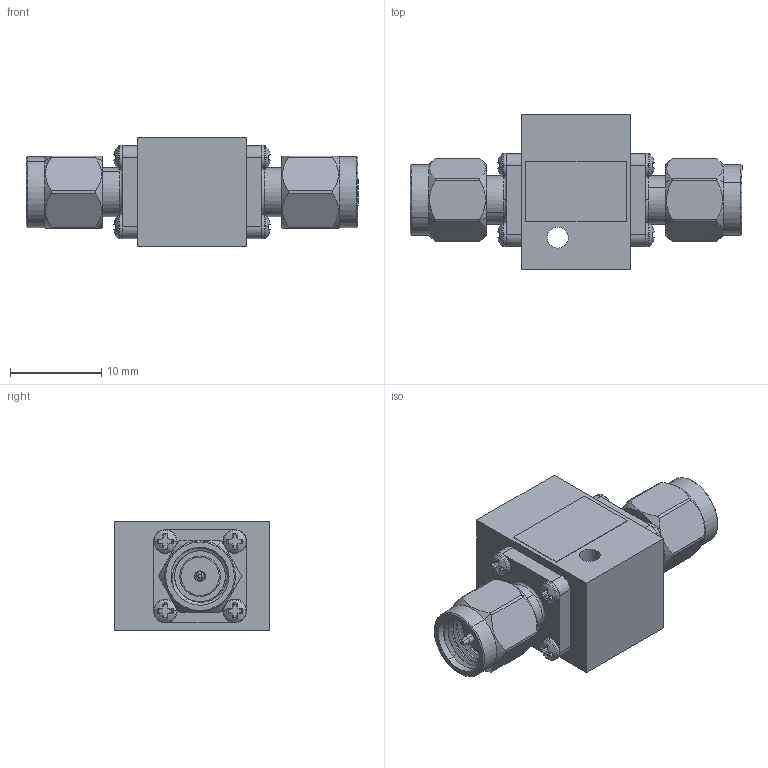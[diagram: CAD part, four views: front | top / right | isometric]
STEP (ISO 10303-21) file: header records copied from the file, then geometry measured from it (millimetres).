
FILE_DESCRIPTION (( 'STEP AP214' ), '1' );
FILE_NAME ('PE83IR1027 ¦ FMIR1027.step', '2020-04-21T15:25:02', ( '' ), ( '' ), 'SwSTEP 2.0', 'SolidWorks 2018', '' );
FILE_SCHEMA (( 'AUTOMOTIVE_DESIGN' ));
Length unit declared in the file: inch
Products named in the file (1): PE83IR1027 ｦ FMIR1027
Bounding box: 36.38 x 17 x 12.05 mm (x, y, z)
Volume: 3522.7 mm3; surface area: 2350.3 mm2
Topology: 1 solids, 3 shells, 393 faces, 1060 edges, 688 vertices
Faces by surface type: plane 193, cylinder 92, cone 62, bspline 42, torus 4
Entity records: 17084 total; most frequent: CARTESIAN_POINT 7776, ORIENTED_EDGE 2120, DIRECTION 1732, EDGE_CURVE 1060, VERTEX_POINT 688, AXIS2_PLACEMENT_3D 660, LINE 412, VECTOR 412
